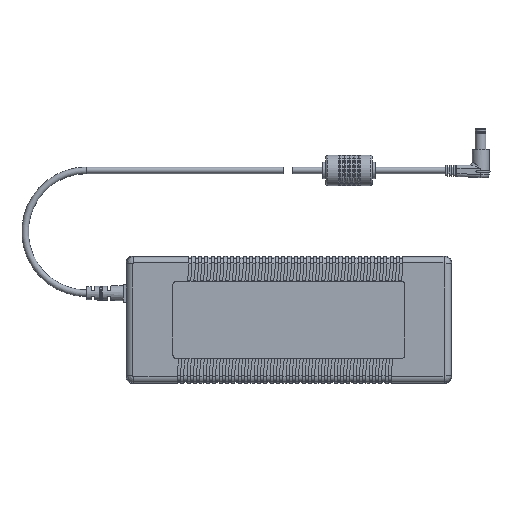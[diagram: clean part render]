
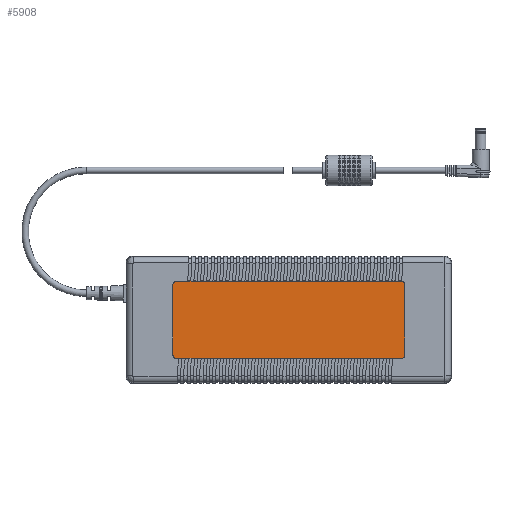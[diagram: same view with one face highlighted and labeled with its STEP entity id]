
A CAD part, front view. The second image highlights one B-rep face of the part: STEP entity #5908.
In plain terms, the highlighted planar face has unit normal (0, -1, 0).
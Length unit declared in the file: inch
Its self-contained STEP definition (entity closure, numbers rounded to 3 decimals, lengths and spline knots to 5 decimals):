
#65 = ORIENTED_EDGE ( 'NONE', *, *, #69284, .T. ) ;
#2463 = CIRCLE ( 'NONE', #60744, 0.06 ) ;
#2529 = VERTEX_POINT ( 'NONE', #79793 ) ;
#3784 = DIRECTION ( 'NONE',  ( 0., -1., 0. ) ) ;
#4165 = EDGE_CURVE ( 'NONE', #2529, #46216, #81181, .T. ) ;
#5908 = ADVANCED_FACE ( 'NONE', ( #24957 ), #14830, .T. ) ;
#7604 = CARTESIAN_POINT ( 'NONE',  ( 2.298, -0.74625, 0.7215 ) ) ;
#7941 = CARTESIAN_POINT ( 'NONE',  ( 2.298, -0.74625, -0.7815 ) ) ;
#8085 = VERTEX_POINT ( 'NONE', #10826 ) ;
#8279 = VECTOR ( 'NONE', #27008, 39.37008 ) ;
#8825 = LINE ( 'NONE', #40184, #25460 ) ;
#9912 = CARTESIAN_POINT ( 'NONE',  ( 2.298, -0.74625, -0.7215 ) ) ;
#10826 = CARTESIAN_POINT ( 'NONE',  ( 2.358, -0.74625, 0.7215 ) ) ;
#14231 = LINE ( 'NONE', #23893, #51877 ) ;
#14354 = ORIENTED_EDGE ( 'NONE', *, *, #77926, .T. ) ;
#14510 = VECTOR ( 'NONE', #20894, 39.37008 ) ;
#14695 = DIRECTION ( 'NONE',  ( 0., 0., 1. ) ) ;
#14830 = PLANE ( 'NONE',  #67158 ) ;
#14928 = EDGE_LOOP ( 'NONE', ( #51109, #65, #79526, #62320, #58906, #78803, #14354, #34778 ) ) ;
#16175 = VERTEX_POINT ( 'NONE', #91615 ) ;
#16976 = DIRECTION ( 'NONE',  ( 0., 0., 1. ) ) ;
#17211 = AXIS2_PLACEMENT_3D ( 'NONE', #7604, #57113, #14695 ) ;
#20894 = DIRECTION ( 'NONE',  ( 1., 0., 0. ) ) ;
#21197 = CARTESIAN_POINT ( 'NONE',  ( 2.298, -0.74625, -0.7815 ) ) ;
#23579 = DIRECTION ( 'NONE',  ( 0., -1., 0. ) ) ;
#23893 = CARTESIAN_POINT ( 'NONE',  ( -2.358, -0.74625, 0.7215 ) ) ;
#24957 = FACE_OUTER_BOUND ( 'NONE', #14928, .T. ) ;
#25460 = VECTOR ( 'NONE', #82396, 39.37008 ) ;
#27008 = DIRECTION ( 'NONE',  ( -1., 0., 0. ) ) ;
#27915 = AXIS2_PLACEMENT_3D ( 'NONE', #46175, #3784, #53262 ) ;
#31598 = EDGE_CURVE ( 'NONE', #77984, #83329, #78019, .T. ) ;
#32820 = EDGE_CURVE ( 'NONE', #58826, #16175, #60988, .T. ) ;
#34778 = ORIENTED_EDGE ( 'NONE', *, *, #4165, .T. ) ;
#34797 = DIRECTION ( 'NONE',  ( 0., -1., 0. ) ) ;
#39345 = CARTESIAN_POINT ( 'NONE',  ( 2.358, -0.74625, -0.7215 ) ) ;
#40184 = CARTESIAN_POINT ( 'NONE',  ( 2.358, -0.74625, 0.7215 ) ) ;
#44205 = EDGE_CURVE ( 'NONE', #83329, #8085, #8825, .T. ) ;
#44773 = CARTESIAN_POINT ( 'NONE',  ( -2.298, -0.74625, 0.7815 ) ) ;
#46119 = CIRCLE ( 'NONE', #17211, 0.06 ) ;
#46175 = CARTESIAN_POINT ( 'NONE',  ( -2.298, -0.74625, -0.7215 ) ) ;
#46216 = VERTEX_POINT ( 'NONE', #44773 ) ;
#51109 = ORIENTED_EDGE ( 'NONE', *, *, #84150, .T. ) ;
#51877 = VECTOR ( 'NONE', #73206, 39.37008 ) ;
#53262 = DIRECTION ( 'NONE',  ( 0., 0., 1. ) ) ;
#54838 = CARTESIAN_POINT ( 'NONE',  ( -2.358, -0.74625, 0.7215 ) ) ;
#57113 = DIRECTION ( 'NONE',  ( 0., -1., 0. ) ) ;
#58826 = VERTEX_POINT ( 'NONE', #68130 ) ;
#58906 = ORIENTED_EDGE ( 'NONE', *, *, #31598, .T. ) ;
#59373 = DIRECTION ( 'NONE',  ( 0., -1., 0. ) ) ;
#60744 = AXIS2_PLACEMENT_3D ( 'NONE', #77086, #34797, #84203 ) ;
#60988 = CIRCLE ( 'NONE', #27915, 0.06 ) ;
#62245 = CARTESIAN_POINT ( 'NONE',  ( 2.298, -0.74625, 0.7815 ) ) ;
#62320 = ORIENTED_EDGE ( 'NONE', *, *, #73990, .T. ) ;
#65829 = CARTESIAN_POINT ( 'NONE',  ( -2.298, -0.74625, 0.7215 ) ) ;
#67158 = AXIS2_PLACEMENT_3D ( 'NONE', #65829, #23579, #72881 ) ;
#67380 = AXIS2_PLACEMENT_3D ( 'NONE', #9912, #59373, #16976 ) ;
#68130 = CARTESIAN_POINT ( 'NONE',  ( -2.358, -0.74625, -0.7215 ) ) ;
#69284 = EDGE_CURVE ( 'NONE', #72813, #58826, #14231, .T. ) ;
#70866 = LINE ( 'NONE', #21197, #14510 ) ;
#72813 = VERTEX_POINT ( 'NONE', #54838 ) ;
#72881 = DIRECTION ( 'NONE',  ( 0., 0., -1. ) ) ;
#73206 = DIRECTION ( 'NONE',  ( 0., 0., -1. ) ) ;
#73990 = EDGE_CURVE ( 'NONE', #16175, #77984, #70866, .T. ) ;
#77086 = CARTESIAN_POINT ( 'NONE',  ( -2.298, -0.74625, 0.7215 ) ) ;
#77926 = EDGE_CURVE ( 'NONE', #8085, #2529, #46119, .T. ) ;
#77984 = VERTEX_POINT ( 'NONE', #7941 ) ;
#78019 = CIRCLE ( 'NONE', #67380, 0.06 ) ;
#78803 = ORIENTED_EDGE ( 'NONE', *, *, #44205, .T. ) ;
#79526 = ORIENTED_EDGE ( 'NONE', *, *, #32820, .T. ) ;
#79793 = CARTESIAN_POINT ( 'NONE',  ( 2.298, -0.74625, 0.7815 ) ) ;
#81181 = LINE ( 'NONE', #62245, #8279 ) ;
#82396 = DIRECTION ( 'NONE',  ( 0., 0., 1. ) ) ;
#83329 = VERTEX_POINT ( 'NONE', #39345 ) ;
#84150 = EDGE_CURVE ( 'NONE', #46216, #72813, #2463, .T. ) ;
#84203 = DIRECTION ( 'NONE',  ( 0., 0., -1. ) ) ;
#91615 = CARTESIAN_POINT ( 'NONE',  ( -2.298, -0.74625, -0.7815 ) ) ;
